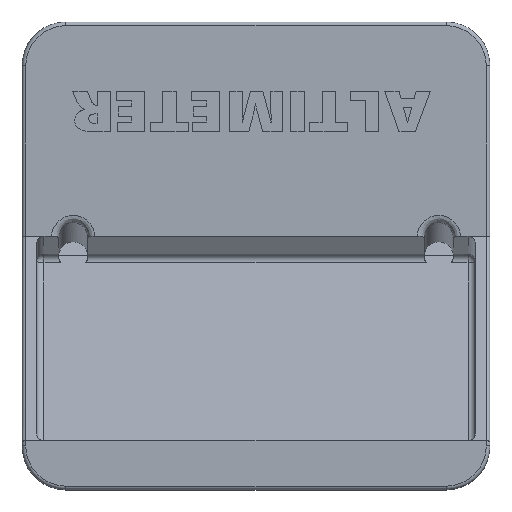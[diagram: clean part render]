
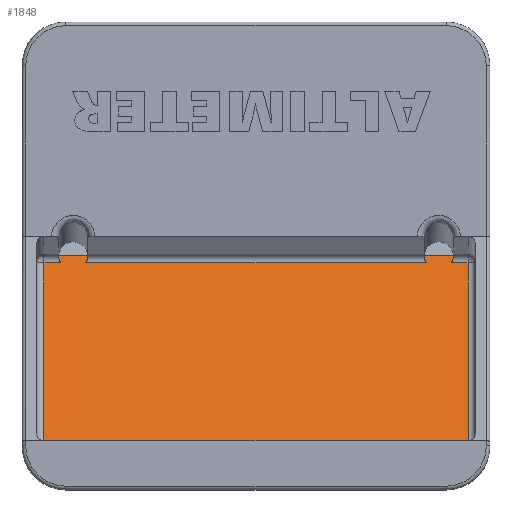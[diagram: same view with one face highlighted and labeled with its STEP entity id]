
A CAD part, top view. The second image highlights one B-rep face of the part: STEP entity #1848.
In plain terms, the highlighted planar face has unit normal (0, 0.259, 0.966).
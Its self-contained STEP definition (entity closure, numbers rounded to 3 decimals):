
#1848=ADVANCED_FACE('',(#3707),#3709,.F.);
#3707=FACE_BOUND('',#3708,.T.);
#3708=EDGE_LOOP('',(#5002,#5003,#5004,#5005,#5006,#5007,#5008,#5009,#5010,#5011,
#5012,#5013));
#3709=PLANE('',#3710);
#3710=AXIS2_PLACEMENT_3D('',#3711,#3712,#3713);
#3711=CARTESIAN_POINT('',(-32.,-13.239,9.506));
#3712=DIRECTION('',(0.,-0.259,-0.966));
#3713=DIRECTION('',(0.,0.966,-0.259));
#5002=ORIENTED_EDGE('',*,*,#5801,.F.);
#5003=ORIENTED_EDGE('',*,*,#5588,.T.);
#5004=ORIENTED_EDGE('',*,*,#5806,.F.);
#5005=ORIENTED_EDGE('',*,*,#5808,.F.);
#5006=ORIENTED_EDGE('',*,*,#5809,.F.);
#5007=ORIENTED_EDGE('',*,*,#5810,.T.);
#5008=ORIENTED_EDGE('',*,*,#5811,.F.);
#5009=ORIENTED_EDGE('',*,*,#5812,.F.);
#5010=ORIENTED_EDGE('',*,*,#5813,.F.);
#5011=ORIENTED_EDGE('',*,*,#5814,.T.);
#5012=ORIENTED_EDGE('',*,*,#5815,.F.);
#5013=ORIENTED_EDGE('',*,*,#5816,.F.);
#5588=EDGE_CURVE('',#6440,#6442,#6444,.T.);
#5801=EDGE_CURVE('',#6440,#6764,#6765,.T.);
#5806=EDGE_CURVE('',#6768,#6442,#6771,.T.);
#5808=EDGE_CURVE('',#6773,#6768,#6774,.T.);
#5809=EDGE_CURVE('',#6775,#6773,#6776,.F.);
#5810=EDGE_CURVE('',#6775,#6777,#6778,.T.);
#5811=EDGE_CURVE('',#6779,#6777,#6780,.T.);
#5812=EDGE_CURVE('',#6781,#6779,#6782,.T.);
#5813=EDGE_CURVE('',#6783,#6781,#6784,.F.);
#5814=EDGE_CURVE('',#6783,#6785,#6786,.T.);
#5815=EDGE_CURVE('',#6787,#6785,#6788,.T.);
#5816=EDGE_CURVE('',#6764,#6787,#6789,.T.);
#6440=VERTEX_POINT('',#8156);
#6442=VERTEX_POINT('',#8161);
#6444=LINE('',#8166,#8167);
#6764=VERTEX_POINT('',#8964);
#6765=LINE('',#8965,#8966);
#6768=VERTEX_POINT('',#8976);
#6771=LINE('',#8985,#8986);
#6773=VERTEX_POINT('',#8992);
#6774=LINE('',#8993,#8994);
#6775=VERTEX_POINT('',#8996);
#6776=CIRCLE('',#8997,2.);
#6777=VERTEX_POINT('',#9001);
#6778=LINE('',#9002,#9003);
#6779=VERTEX_POINT('',#9005);
#6780=CIRCLE('',#9006,2.);
#6781=VERTEX_POINT('',#9010);
#6782=LINE('',#9011,#9012);
#6783=VERTEX_POINT('',#9014);
#6784=CIRCLE('',#9015,2.);
#6785=VERTEX_POINT('',#9019);
#6786=LINE('',#9020,#9021);
#6787=VERTEX_POINT('',#9023);
#6788=CIRCLE('',#9024,2.);
#6789=LINE('',#9028,#9029);
#8156=CARTESIAN_POINT('',(-29.,-12.273,9.247));
#8161=CARTESIAN_POINT('',(29.,-12.273,9.247));
#8166=CARTESIAN_POINT('',(-29.,-12.273,9.247));
#8167=VECTOR('',#8168,1.);
#8168=DIRECTION('',(1.,0.,0.));
#8964=CARTESIAN_POINT('',(-29.,13.807,2.259));
#8965=CARTESIAN_POINT('',(-29.,-12.273,9.247));
#8966=VECTOR('',#8967,1.);
#8967=DIRECTION('',(0.,0.966,-0.259));
#8976=CARTESIAN_POINT('',(29.,13.807,2.259));
#8985=CARTESIAN_POINT('',(29.,13.807,2.259));
#8986=VECTOR('',#8987,1.);
#8987=DIRECTION('',(0.,-0.966,0.259));
#8992=CARTESIAN_POINT('',(26.732,13.807,2.259));
#8993=CARTESIAN_POINT('',(26.732,13.807,2.259));
#8994=VECTOR('',#8995,1.);
#8995=DIRECTION('',(1.,0.,0.));
#8996=CARTESIAN_POINT('',(27.,14.773,2.));
#8997=AXIS2_PLACEMENT_3D('',#8998,#8999,#9000);
#8998=CARTESIAN_POINT('',(25.,14.773,2.));
#8999=DIRECTION('',(0.,0.259,0.966));
#9000=DIRECTION('',(0.866,-0.483,0.129));
#9001=CARTESIAN_POINT('',(23.,14.773,2.));
#9002=CARTESIAN_POINT('',(27.,14.773,2.));
#9003=VECTOR('',#9004,1.);
#9004=DIRECTION('',(-1.,0.,0.));
#9005=CARTESIAN_POINT('',(23.268,13.807,2.259));
#9006=AXIS2_PLACEMENT_3D('',#9007,#9008,#9009);
#9007=CARTESIAN_POINT('',(25.,14.773,2.));
#9008=DIRECTION('',(0.,-0.259,-0.966));
#9009=DIRECTION('',(-0.866,-0.483,0.129));
#9010=CARTESIAN_POINT('',(-23.268,13.807,2.259));
#9011=CARTESIAN_POINT('',(-23.268,13.807,2.259));
#9012=VECTOR('',#9013,1.);
#9013=DIRECTION('',(1.,0.,0.));
#9014=CARTESIAN_POINT('',(-23.,14.773,2.));
#9015=AXIS2_PLACEMENT_3D('',#9016,#9017,#9018);
#9016=CARTESIAN_POINT('',(-25.,14.773,2.));
#9017=DIRECTION('',(0.,0.259,0.966));
#9018=DIRECTION('',(0.866,-0.483,0.129));
#9019=CARTESIAN_POINT('',(-27.,14.773,2.));
#9020=CARTESIAN_POINT('',(-23.,14.773,2.));
#9021=VECTOR('',#9022,1.);
#9022=DIRECTION('',(-1.,0.,0.));
#9023=CARTESIAN_POINT('',(-26.732,13.807,2.259));
#9024=AXIS2_PLACEMENT_3D('',#9025,#9026,#9027);
#9025=CARTESIAN_POINT('',(-25.,14.773,2.));
#9026=DIRECTION('',(0.,-0.259,-0.966));
#9027=DIRECTION('',(-0.866,-0.483,0.129));
#9028=CARTESIAN_POINT('',(-29.,13.807,2.259));
#9029=VECTOR('',#9030,1.);
#9030=DIRECTION('',(1.,0.,0.));
